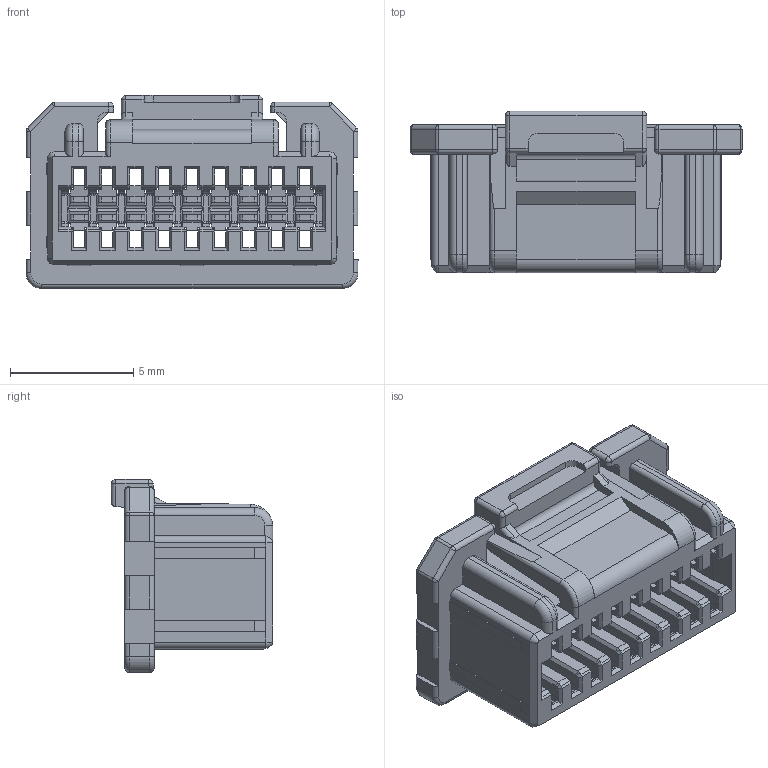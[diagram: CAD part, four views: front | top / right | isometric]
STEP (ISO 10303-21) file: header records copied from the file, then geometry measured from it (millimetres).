
FILE_DESCRIPTION( ('This file contains a STEP AP42 implementation' ,'as created by ZW3D STEP Interface translator.') ,'2;1' );
FILE_NAME( 'WF1258-2H09B01W.stp' ,'231228.161717', (''), ('ZWCAD Software Co.'), 'Version 1.0', 'ZW3D to STEP translator', '' );
FILE_SCHEMA(('AUTOMOTIVE_DESIGN { 1 0 10303 214 1 1 1 1 }'));
Length unit declared in the file: millimetre
Products named in the file (2): 0; WF1258-2H09B01W
Bounding box: 13.46 x 6.55 x 7.83 mm (x, y, z)
Volume: 208.5 mm3; surface area: 1046.3 mm2
Topology: 1 solids, 1 shells, 2025 faces, 5593 edges, 3542 vertices
Faces by surface type: plane 1414, cylinder 437, bspline 108, cone 40, sphere 16, torus 10
Entity records: 76085 total; most frequent: CARTESIAN_POINT 23241, ORIENTED_EDGE 11186, DIRECTION 9703, EDGE_CURVE 5593, VECTOR 4455, LINE 4455, VERTEX_POINT 3542, AXIS2_PLACEMENT_3D 2624
